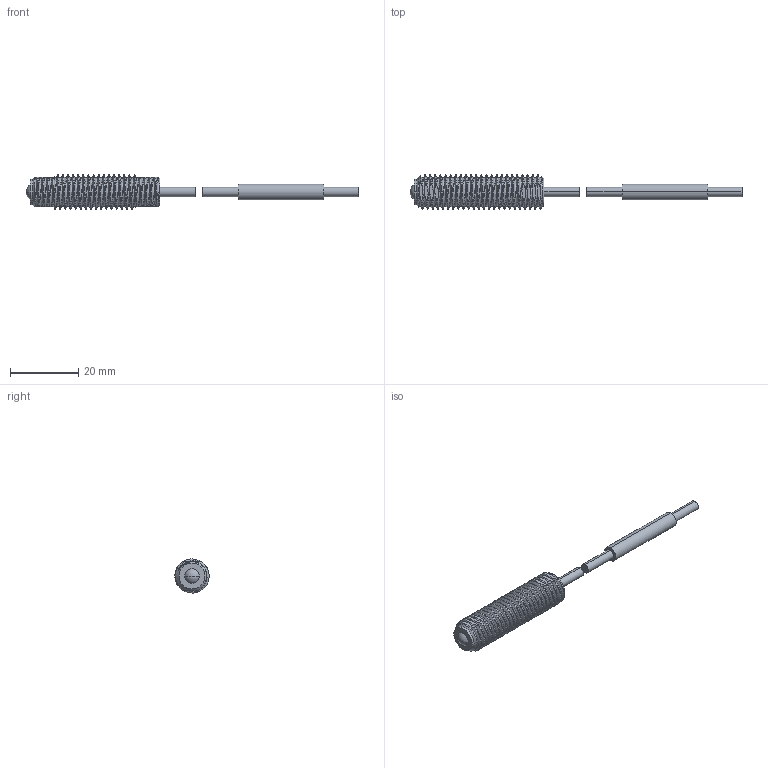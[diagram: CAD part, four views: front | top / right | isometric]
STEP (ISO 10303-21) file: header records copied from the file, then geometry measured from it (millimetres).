
FILE_DESCRIPTION (( 'STEP AP203' ), '1' );
FILE_NAME ('BP100A-L.STEP', '2017-11-24T01:12:38', ( '' ), ( '' ), 'SwSTEP 2.0', 'SolidWorks 2017', '' );
FILE_SCHEMA (( 'CONFIG_CONTROL_DESIGN' ));
Length unit declared in the file: millimetre
Products named in the file (1): BP100A-L
Bounding box: 97.2 x 10 x 10 mm (x, y, z)
Volume: 3024.3 mm3; surface area: 2421.4 mm2
Topology: 2 solids, 2 shells, 129 faces, 362 edges, 241 vertices
Faces by surface type: cylinder 58, bspline 34, plane 31, cone 4, sphere 2
Entity records: 35819 total; most frequent: CARTESIAN_POINT 33155, ORIENTED_EDGE 724, EDGE_CURVE 362, DIRECTION 328, VERTEX_POINT 241, EDGE_LOOP 133, FACE_OUTER_BOUND 129, ADVANCED_FACE 129
